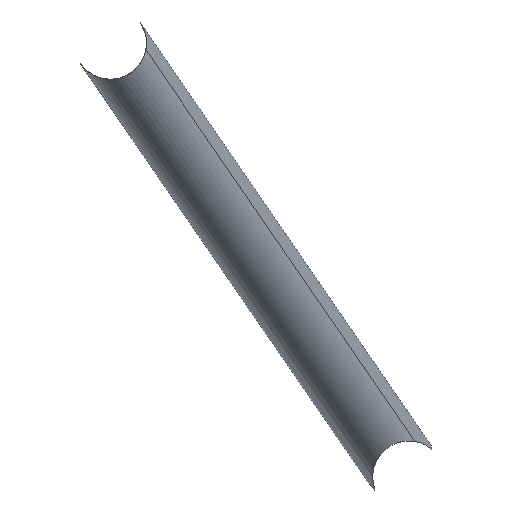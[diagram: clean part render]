
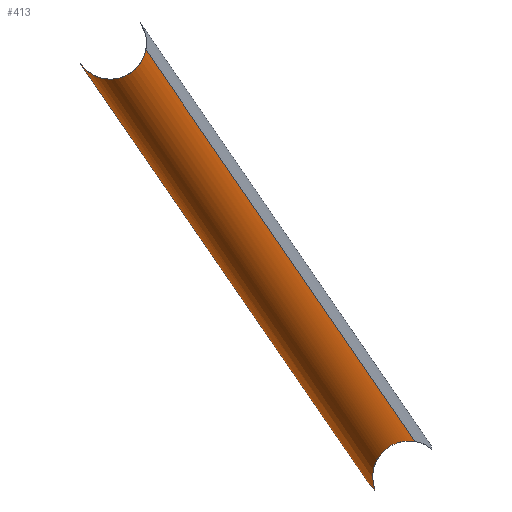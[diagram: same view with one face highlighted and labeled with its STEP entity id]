
A CAD part, left-side view. The second image highlights one B-rep face of the part: STEP entity #413.
In plain terms, the highlighted cylindrical face has radius 14 mm (diameter 28 mm), a partial arc.
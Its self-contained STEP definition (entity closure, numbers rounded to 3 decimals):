
#125=CARTESIAN_POINT('Vertex',(-1928.829,206.631,-58.16)) ;
#129=CARTESIAN_POINT('Control Point',(-1928.829,206.631,-58.16)) ;
#130=CARTESIAN_POINT('Control Point',(-1929.112,206.975,-57.524)) ;
#131=CARTESIAN_POINT('Control Point',(-1929.394,207.312,-56.883)) ;
#132=CARTESIAN_POINT('Control Point',(-1929.676,207.644,-56.239)) ;
#133=CARTESIAN_POINT('Control Point',(-1930.479,208.569,-54.392)) ;
#134=CARTESIAN_POINT('Control Point',(-1931.278,209.437,-52.516)) ;
#135=CARTESIAN_POINT('Control Point',(-1931.794,209.974,-51.29)) ;
#136=CARTESIAN_POINT('Control Point',(-1932.821,210.989,-48.812)) ;
#137=CARTESIAN_POINT('Control Point',(-1933.838,211.878,-46.279)) ;
#138=CARTESIAN_POINT('Control Point',(-1934.344,212.287,-44.995)) ;
#139=CARTESIAN_POINT('Control Point',(-1934.845,212.654,-43.696)) ;
#140=CARTESIAN_POINT('Control Point',(-1935.34,212.968,-42.382)) ;
#141=CARTESIAN_POINT('Vertex',(-1935.34,212.968,-42.382)) ;
#193=CARTESIAN_POINT('Line Origine',(-2007.356,258.755,24.239)) ;
#197=CARTESIAN_POINT('Vertex',(-2082.565,306.572,93.816)) ;
#258=CARTESIAN_POINT('Vertex',(-2109.511,290.524,104.845)) ;
#261=CARTESIAN_POINT('Line Origine',(-2022.378,235.126,24.239)) ;
#265=CARTESIAN_POINT('Vertex',(-1947.169,187.309,-45.338)) ;
#299=CARTESIAN_POINT('Axis2P3D Location',(-2014.867,246.941,24.239)) ;
#305=CARTESIAN_POINT('Control Point',(-1932.567,202.793,-63.924)) ;
#306=CARTESIAN_POINT('Control Point',(-1933.657,202.966,-63.45)) ;
#307=CARTESIAN_POINT('Control Point',(-1934.745,203.118,-62.963)) ;
#308=CARTESIAN_POINT('Control Point',(-1935.829,203.25,-62.464)) ;
#309=CARTESIAN_POINT('Control Point',(-1938.682,203.542,-61.111)) ;
#310=CARTESIAN_POINT('Control Point',(-1941.502,203.669,-59.665)) ;
#311=CARTESIAN_POINT('Control Point',(-1943.226,203.678,-58.733)) ;
#312=CARTESIAN_POINT('Control Point',(-1946.236,203.55,-57.007)) ;
#313=CARTESIAN_POINT('Control Point',(-1949.112,203.086,-55.123)) ;
#314=CARTESIAN_POINT('Control Point',(-1950.314,202.812,-54.281)) ;
#315=CARTESIAN_POINT('Control Point',(-1952.17,202.225,-52.868)) ;
#316=CARTESIAN_POINT('Control Point',(-1953.78,201.298,-51.354)) ;
#317=CARTESIAN_POINT('Control Point',(-1954.339,200.893,-50.772)) ;
#318=CARTESIAN_POINT('Control Point',(-1955.091,200.168,-49.865)) ;
#319=CARTESIAN_POINT('Control Point',(-1955.602,199.264,-48.965)) ;
#320=CARTESIAN_POINT('Control Point',(-1955.746,198.927,-48.655)) ;
#321=CARTESIAN_POINT('Control Point',(-1955.954,198.201,-48.043)) ;
#322=CARTESIAN_POINT('Control Point',(-1955.982,197.407,-47.483)) ;
#323=CARTESIAN_POINT('Control Point',(-1955.946,196.993,-47.217)) ;
#324=CARTESIAN_POINT('Control Point',(-1955.747,195.98,-46.63)) ;
#325=CARTESIAN_POINT('Control Point',(-1955.306,194.97,-46.176)) ;
#326=CARTESIAN_POINT('Control Point',(-1954.979,194.392,-45.956)) ;
#327=CARTESIAN_POINT('Control Point',(-1954.038,192.987,-45.503)) ;
#328=CARTESIAN_POINT('Control Point',(-1952.856,191.706,-45.266)) ;
#329=CARTESIAN_POINT('Control Point',(-1952.092,190.979,-45.181)) ;
#330=CARTESIAN_POINT('Control Point',(-1951.292,190.29,-45.143)) ;
#331=CARTESIAN_POINT('Control Point',(-1950.465,189.635,-45.143)) ;
#332=CARTESIAN_POINT('Vertex',(-1932.567,202.793,-63.924)) ;
#334=CARTESIAN_POINT('Vertex',(-1950.465,189.635,-45.143)) ;
#338=CARTESIAN_POINT('Control Point',(-1947.169,187.309,-45.338)) ;
#339=CARTESIAN_POINT('Control Point',(-1948.301,188.029,-45.216)) ;
#340=CARTESIAN_POINT('Control Point',(-1949.408,188.799,-45.143)) ;
#341=CARTESIAN_POINT('Control Point',(-1950.465,189.635,-45.143)) ;
#344=CARTESIAN_POINT('Control Point',(-2109.511,290.524,104.845)) ;
#345=CARTESIAN_POINT('Control Point',(-2110.036,290.858,103.194)) ;
#346=CARTESIAN_POINT('Control Point',(-2110.487,291.445,101.57)) ;
#347=CARTESIAN_POINT('Control Point',(-2110.844,292.29,100.024)) ;
#348=CARTESIAN_POINT('Control Point',(-2111.378,294.691,96.93)) ;
#349=CARTESIAN_POINT('Control Point',(-2111.316,298.045,94.791)) ;
#350=CARTESIAN_POINT('Control Point',(-2111.091,300.081,94.002)) ;
#351=CARTESIAN_POINT('Control Point',(-2110.698,302.18,93.621)) ;
#352=CARTESIAN_POINT('Control Point',(-2110.174,304.246,93.621)) ;
#353=CARTESIAN_POINT('Vertex',(-2110.174,304.246,93.621)) ;
#357=CARTESIAN_POINT('Control Point',(-2105.,315.784,99.691)) ;
#358=CARTESIAN_POINT('Control Point',(-2105.118,315.635,99.474)) ;
#359=CARTESIAN_POINT('Control Point',(-2105.237,315.48,99.261)) ;
#360=CARTESIAN_POINT('Control Point',(-2105.331,315.353,99.095)) ;
#361=CARTESIAN_POINT('Control Point',(-2105.493,315.128,98.809)) ;
#362=CARTESIAN_POINT('Control Point',(-2105.655,314.895,98.53)) ;
#363=CARTESIAN_POINT('Control Point',(-2105.748,314.759,98.37)) ;
#364=CARTESIAN_POINT('Control Point',(-2106.062,314.286,97.848)) ;
#365=CARTESIAN_POINT('Control Point',(-2106.372,313.781,97.355)) ;
#366=CARTESIAN_POINT('Control Point',(-2106.565,313.452,97.059)) ;
#367=CARTESIAN_POINT('Control Point',(-2107.526,311.739,95.636)) ;
#368=CARTESIAN_POINT('Control Point',(-2108.435,309.738,94.552)) ;
#369=CARTESIAN_POINT('Control Point',(-2109.108,307.982,93.937)) ;
#370=CARTESIAN_POINT('Control Point',(-2109.696,306.128,93.621)) ;
#371=CARTESIAN_POINT('Control Point',(-2110.174,304.246,93.621)) ;
#372=CARTESIAN_POINT('Vertex',(-2105.,315.784,99.691)) ;
#376=CARTESIAN_POINT('Control Point',(-2105.,315.784,99.691)) ;
#377=CARTESIAN_POINT('Control Point',(-2104.61,315.685,99.547)) ;
#378=CARTESIAN_POINT('Control Point',(-2104.221,315.584,99.405)) ;
#379=CARTESIAN_POINT('Control Point',(-2103.909,315.501,99.293)) ;
#380=CARTESIAN_POINT('Control Point',(-2103.365,315.354,99.098)) ;
#381=CARTESIAN_POINT('Control Point',(-2102.821,315.203,98.905)) ;
#382=CARTESIAN_POINT('Control Point',(-2102.51,315.116,98.796)) ;
#383=CARTESIAN_POINT('Control Point',(-2101.467,314.817,98.434)) ;
#384=CARTESIAN_POINT('Control Point',(-2100.425,314.501,98.084)) ;
#385=CARTESIAN_POINT('Control Point',(-2099.773,314.297,97.869)) ;
#386=CARTESIAN_POINT('Control Point',(-2096.741,313.319,96.892)) ;
#387=CARTESIAN_POINT('Control Point',(-2093.723,312.2,96.019)) ;
#388=CARTESIAN_POINT('Control Point',(-2091.389,311.239,95.409)) ;
#389=CARTESIAN_POINT('Control Point',(-2088.184,309.772,94.674)) ;
#390=CARTESIAN_POINT('Control Point',(-2085.062,308.075,94.141)) ;
#391=CARTESIAN_POINT('Control Point',(-2084.22,307.595,94.013)) ;
#392=CARTESIAN_POINT('Control Point',(-2083.387,307.095,93.904)) ;
#393=CARTESIAN_POINT('Control Point',(-2082.565,306.572,93.816)) ;
#396=CARTESIAN_POINT('Control Point',(-1932.567,202.793,-63.924)) ;
#397=CARTESIAN_POINT('Control Point',(-1931.914,204.196,-62.664)) ;
#398=CARTESIAN_POINT('Control Point',(-1931.07,205.38,-61.254)) ;
#399=CARTESIAN_POINT('Control Point',(-1930.018,206.227,-59.712)) ;
#400=CARTESIAN_POINT('Control Point',(-1928.829,206.631,-58.16)) ;
#194=DIRECTION('Vector Direction',(-0.665,0.423,0.615)) ;
#262=DIRECTION('Vector Direction',(-0.665,0.423,0.615)) ;
#300=DIRECTION('Axis2P3D Direction',(-0.665,0.423,0.615)) ;
#301=DIRECTION('Axis2P3D XDirection',(0.537,0.844,0.)) ;
#302=AXIS2_PLACEMENT_3D('Cylinder Axis2P3D',#299,#300,#301) ;
#403=ORIENTED_EDGE('',*,*,#336,.T.) ;
#404=ORIENTED_EDGE('',*,*,#342,.F.) ;
#405=ORIENTED_EDGE('',*,*,#267,.T.) ;
#406=ORIENTED_EDGE('',*,*,#355,.T.) ;
#407=ORIENTED_EDGE('',*,*,#374,.F.) ;
#408=ORIENTED_EDGE('',*,*,#394,.T.) ;
#409=ORIENTED_EDGE('',*,*,#199,.F.) ;
#410=ORIENTED_EDGE('',*,*,#143,.F.) ;
#411=ORIENTED_EDGE('',*,*,#401,.F.) ;
#195=VECTOR('Line Direction',#194,1.) ;
#263=VECTOR('Line Direction',#262,1.) ;
#413=ADVANCED_FACE('PartBody',(#412),#303,.T.) ;
#128=B_SPLINE_CURVE_WITH_KNOTS('',5,(#129,#130,#131,#132,#133,#134,#135,#136,#137,#138,#139,#140),.UNSPECIFIED.,.F.,.U.,(6,3,3,6),(14.219,19.717,29.888,40.06),.UNSPECIFIED.) ;
#304=B_SPLINE_CURVE_WITH_KNOTS('',5,(#305,#306,#307,#308,#309,#310,#311,#312,#313,#314,#315,#316,#317,#318,#319,#320,#321,#322,#323,#324,#325,#326,#327,#328,#329,#330,#331),.UNSPECIFIED.,.F.,.U.,(6,3,3,3,3,3,3,3,6),(6.726,15.225,29.138,39.729,46.044,49.416,52.882,57.77,65.228),.UNSPECIFIED.) ;
#337=B_SPLINE_CURVE_WITH_KNOTS('',3,(#338,#339,#340,#341),.UNSPECIFIED.,.F.,.U.,(4,4),(0.,5.717),.UNSPECIFIED.) ;
#343=B_SPLINE_CURVE_WITH_KNOTS('',5,(#344,#345,#346,#347,#348,#349,#350,#351,#352),.UNSPECIFIED.,.F.,.U.,(6,3,6),(0.,12.478,27.548),.UNSPECIFIED.) ;
#356=B_SPLINE_CURVE_WITH_KNOTS('',5,(#357,#358,#359,#360,#361,#362,#363,#364,#365,#366,#367,#368,#369,#370,#371),.UNSPECIFIED.,.F.,.U.,(6,3,3,3,6),(0.,2.043,4.086,7.495,21.225),.UNSPECIFIED.) ;
#375=B_SPLINE_CURVE_WITH_KNOTS('',5,(#376,#377,#378,#379,#380,#381,#382,#383,#384,#385,#386,#387,#388,#389,#390,#391,#392,#393),.UNSPECIFIED.,.F.,.U.,(6,3,3,3,3,6),(0.,3.019,6.038,11.106,29.599,36.509),.UNSPECIFIED.) ;
#395=B_SPLINE_CURVE_WITH_KNOTS('',4,(#396,#397,#398,#399,#400),.UNSPECIFIED.,.F.,.U.,(5,5),(20.491,31.782),.UNSPECIFIED.) ;
#303=CYLINDRICAL_SURFACE('generated cylinder',#302,14.) ;
#143=EDGE_CURVE('',#126,#142,#128,.T.) ;
#199=EDGE_CURVE('',#142,#198,#196,.T.) ;
#267=EDGE_CURVE('',#266,#259,#264,.T.) ;
#336=EDGE_CURVE('',#333,#335,#304,.T.) ;
#342=EDGE_CURVE('',#266,#335,#337,.T.) ;
#355=EDGE_CURVE('',#259,#354,#343,.T.) ;
#374=EDGE_CURVE('',#373,#354,#356,.T.) ;
#394=EDGE_CURVE('',#373,#198,#375,.T.) ;
#401=EDGE_CURVE('',#333,#126,#395,.T.) ;
#402=EDGE_LOOP('',(#403,#404,#405,#406,#407,#408,#409,#410,#411)) ;
#412=FACE_OUTER_BOUND('',#402,.T.) ;
#196=LINE('Line',#193,#195) ;
#264=LINE('Line',#261,#263) ;
#126=VERTEX_POINT('',#125) ;
#142=VERTEX_POINT('',#141) ;
#198=VERTEX_POINT('',#197) ;
#259=VERTEX_POINT('',#258) ;
#266=VERTEX_POINT('',#265) ;
#333=VERTEX_POINT('',#332) ;
#335=VERTEX_POINT('',#334) ;
#354=VERTEX_POINT('',#353) ;
#373=VERTEX_POINT('',#372) ;
